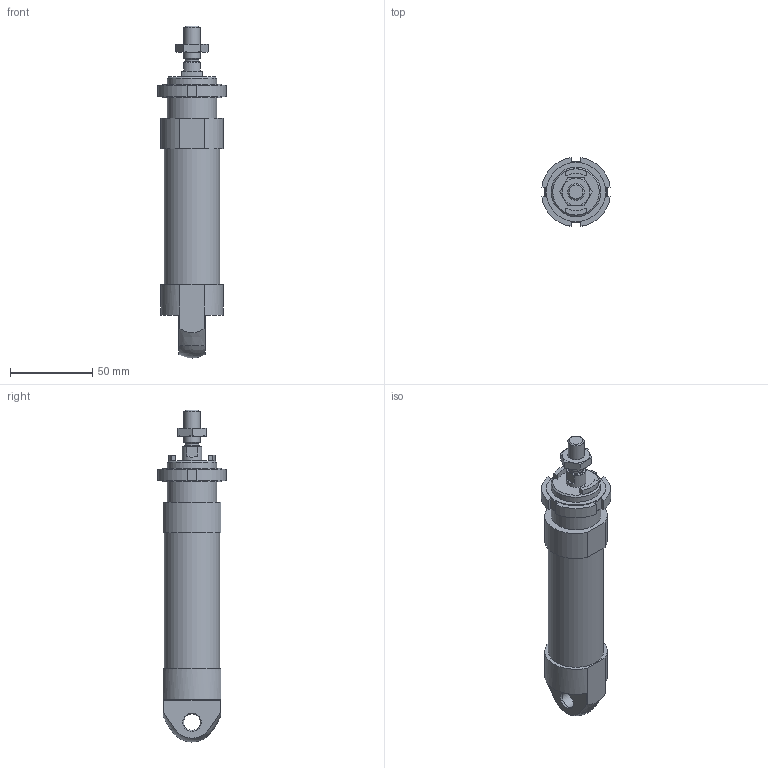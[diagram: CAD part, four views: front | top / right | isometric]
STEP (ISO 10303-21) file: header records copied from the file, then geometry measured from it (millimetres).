
FILE_DESCRIPTION(/* description */ ('STEP AP214'),/* implementation_level */ '2;1');
FILE_NAME(/* name */ '8152640_CRDSNU-32-50-P-A',/* time_stamp */ '2024-08-08T15:38:09+02:00',/* author */ ('License CC BY-ND 4.0'),/* organization */ ('CADENAS'),/* preprocessor_version */ 'ST-DEVELOPER v19.3',/* originating_system */ 'PARTsolutions',/* authorisation */ ' ');
FILE_SCHEMA (('AUTOMOTIVE_DESIGN {1 0 10303 214 3 1 1}'));
Length unit declared in the file: millimetre
Products named in the file (5): 8152640 CRDSNU-32-50-P-A---(0); CRDSNU-32-P-----(50)ZR; CRDSNU 32--0-----0----(50)K; DIN-439-B - M10x1.25(F); 3753 M30x1.5
Assembly tree (4 placements, depth 2):
  8152640 CRDSNU-32-50-P-A---(0)
    CRDSNU-32-P-----(50)ZR
    CRDSNU 32--0-----0----(50)K
    DIN-439-B - M10x1.25(F)
    3753 M30x1.5
Bounding box: 41.57 x 41.57 x 201.5 mm (x, y, z)
Volume: 115080.6 mm3; surface area: 42201.4 mm2
Topology: 4 solids, 4 shells, 106 faces, 248 edges, 160 vertices
Faces by surface type: plane 56, cylinder 29, cone 19, sphere 1, torus 1
Full cylindrical faces by diameter (mm): 8.4 x1, 8.566 x2, 8.647 x1, 10 x2, 12 x2, 28.376 x1, 30 x1, 32 x2, 33.6 x1, 36 x2
Entity records: 3029 total; most frequent: CARTESIAN_POINT 594, DIRECTION 486, ORIENTED_EDGE 422, EDGE_CURVE 211, AXIS2_PLACEMENT_3D 191, FACE_BOUND 157, VERTEX_POINT 156, EDGE_LOOP 156
